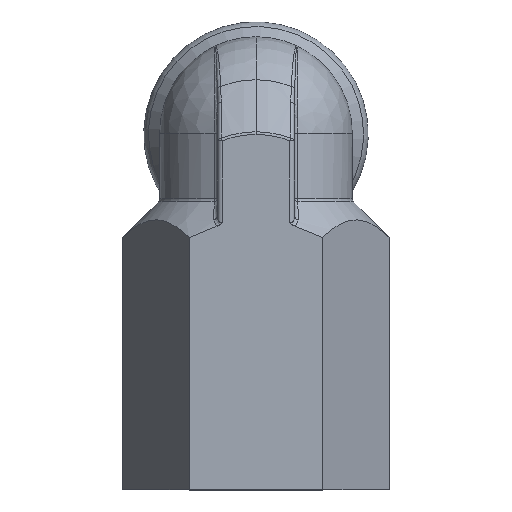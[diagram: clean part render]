
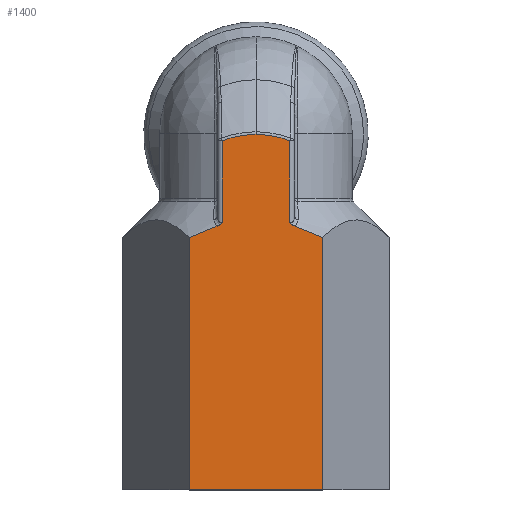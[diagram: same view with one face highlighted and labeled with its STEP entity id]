
A CAD part, top view. The second image highlights one B-rep face of the part: STEP entity #1400.
In plain terms, the highlighted planar face has unit normal (0, 0, 1).
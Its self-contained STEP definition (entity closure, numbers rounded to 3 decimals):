
#25=(
BOUNDED_CURVE()
B_SPLINE_CURVE(2,(#3121,#3122,#3123),.UNSPECIFIED.,.F.,.F.)
B_SPLINE_CURVE_WITH_KNOTS((3,3),(-6.644,-5.932),
 .UNSPECIFIED.)
CURVE()
GEOMETRIC_REPRESENTATION_ITEM()
RATIONAL_B_SPLINE_CURVE((2.05,2.114,2.152))
REPRESENTATION_ITEM('')
);
#54=ELLIPSE('',#1529,9.642,9.559);
#56=ELLIPSE('',#1531,9.632,9.541);
#103=PLANE('',#1544);
#164=FACE_OUTER_BOUND('',#251,.T.);
#251=EDGE_LOOP('',(#1093,#1094,#1095,#1096,#1097,#1098,#1099,#1100,#1101,
#1102,#1103,#1104));
#332=B_SPLINE_CURVE_WITH_KNOTS('',3,(#4591,#4592,#4593,#4594,#4595,#4596,
#4597,#4598,#4599,#4600),.UNSPECIFIED.,.F.,.F.,(4,2,2,2,4),(-0.022,
-0.016,-0.011,0.,0.),
 .UNSPECIFIED.);
#333=B_SPLINE_CURVE_WITH_KNOTS('',5,(#4605,#4606,#4607,#4608,#4609,#4610),
 .UNSPECIFIED.,.F.,.F.,(6,6),(83.019,103.524),
 .UNSPECIFIED.);
#334=B_SPLINE_CURVE_WITH_KNOTS('',3,(#4612,#4613,#4614,#4615),
 .UNSPECIFIED.,.F.,.F.,(4,4),(0.,0.467),.UNSPECIFIED.);
#335=B_SPLINE_CURVE_WITH_KNOTS('',3,(#4616,#4617,#4618,#4619,#4620,#4621,
#4622,#4623,#4624,#4625),.UNSPECIFIED.,.F.,.F.,(4,2,2,2,4),(0.,
0.017,0.034,0.067,0.068),
 .UNSPECIFIED.);
#353=LINE('',#2473,#398);
#357=LINE('',#2484,#402);
#359=LINE('',#2532,#404);
#370=LINE('',#4410,#415);
#371=LINE('',#4603,#416);
#398=VECTOR('',#1678,1.);
#402=VECTOR('',#1684,1.);
#404=VECTOR('',#1692,1.);
#415=VECTOR('',#1815,1.);
#416=VECTOR('',#1822,1.);
#546=VERTEX_POINT('',#2470);
#547=VERTEX_POINT('',#2472);
#550=VERTEX_POINT('',#2480);
#553=VERTEX_POINT('',#2531);
#568=VERTEX_POINT('',#3120);
#593=VERTEX_POINT('',#4290);
#594=VERTEX_POINT('',#4313);
#595=VERTEX_POINT('',#4336);
#599=VERTEX_POINT('',#4409);
#600=VERTEX_POINT('',#4602);
#601=VERTEX_POINT('',#4604);
#602=VERTEX_POINT('',#4611);
#680=EDGE_CURVE('',#546,#547,#353,.T.);
#685=EDGE_CURVE('',#546,#550,#357,.T.);
#691=EDGE_CURVE('',#547,#553,#359,.F.);
#710=EDGE_CURVE('',#568,#553,#25,.F.);
#759=EDGE_CURVE('',#593,#594,#54,.F.);
#761=EDGE_CURVE('',#594,#595,#56,.F.);
#771=EDGE_CURVE('',#599,#595,#370,.T.);
#775=EDGE_CURVE('',#599,#568,#332,.F.);
#776=EDGE_CURVE('',#600,#593,#371,.F.);
#777=EDGE_CURVE('',#601,#550,#333,.T.);
#778=EDGE_CURVE('',#602,#601,#334,.F.);
#779=EDGE_CURVE('',#602,#600,#335,.T.);
#1093=ORIENTED_EDGE('',*,*,#776,.T.);
#1094=ORIENTED_EDGE('',*,*,#759,.T.);
#1095=ORIENTED_EDGE('',*,*,#761,.T.);
#1096=ORIENTED_EDGE('',*,*,#771,.F.);
#1097=ORIENTED_EDGE('',*,*,#775,.T.);
#1098=ORIENTED_EDGE('',*,*,#710,.T.);
#1099=ORIENTED_EDGE('',*,*,#691,.F.);
#1100=ORIENTED_EDGE('',*,*,#680,.F.);
#1101=ORIENTED_EDGE('',*,*,#685,.T.);
#1102=ORIENTED_EDGE('',*,*,#777,.F.);
#1103=ORIENTED_EDGE('',*,*,#778,.F.);
#1104=ORIENTED_EDGE('',*,*,#779,.T.);
#1400=ADVANCED_FACE('',(#164),#103,.F.);
#1529=AXIS2_PLACEMENT_3D('',#4315,#1786,#1787);
#1531=AXIS2_PLACEMENT_3D('',#4338,#1790,#1791);
#1544=AXIS2_PLACEMENT_3D('',#4601,#1820,#1821);
#1678=DIRECTION('',(-1.,0.,0.));
#1684=DIRECTION('',(0.,1.,0.));
#1692=DIRECTION('',(0.,-1.,0.));
#1786=DIRECTION('center_axis',(0.,0.,-1.));
#1787=DIRECTION('ref_axis',(-0.999,-0.045,0.));
#1790=DIRECTION('center_axis',(0.,0.,
-1.));
#1791=DIRECTION('ref_axis',(-1.,0.018,0.));
#1815=DIRECTION('',(0.,1.,0.));
#1820=DIRECTION('center_axis',(0.,0.,
-1.));
#1821=DIRECTION('ref_axis',(-1.,0.,0.));
#1822=DIRECTION('',(0.,-1.,0.));
#2470=CARTESIAN_POINT('',(6.928,-37.,12.));
#2472=CARTESIAN_POINT('',(-6.928,-37.,12.));
#2473=CARTESIAN_POINT('',(0.,-37.,12.));
#2480=CARTESIAN_POINT('',(6.928,-10.85,12.));
#2484=CARTESIAN_POINT('',(6.928,-23.925,12.));
#2531=CARTESIAN_POINT('',(-6.928,-10.85,12.));
#2532=CARTESIAN_POINT('',(-6.928,-23.925,12.));
#3120=CARTESIAN_POINT('',(-3.939,-9.624,12.));
#3121=CARTESIAN_POINT('Ctrl Pts',(-6.928,-10.85,12.));
#3122=CARTESIAN_POINT('Ctrl Pts',(-5.364,-10.068,12.));
#3123=CARTESIAN_POINT('Ctrl Pts',(-3.939,-9.624,12.));
#4290=CARTESIAN_POINT('',(3.5,-0.803,12.));
#4313=CARTESIAN_POINT('',(0.,-0.151,12.));
#4315=CARTESIAN_POINT('Origin',(-0.008,-9.71,
12.));
#4336=CARTESIAN_POINT('',(-3.5,-0.803,12.));
#4338=CARTESIAN_POINT('Origin',(0.003,-9.692,12.));
#4409=CARTESIAN_POINT('',(-3.5,-9.268,12.));
#4410=CARTESIAN_POINT('',(-3.5,-17.914,12.));
#4591=CARTESIAN_POINT('Ctrl Pts',(-3.939,-9.624,12.));
#4592=CARTESIAN_POINT('Ctrl Pts',(-3.884,-9.607,12.));
#4593=CARTESIAN_POINT('Ctrl Pts',(-3.831,-9.583,12.));
#4594=CARTESIAN_POINT('Ctrl Pts',(-3.734,-9.525,12.));
#4595=CARTESIAN_POINT('Ctrl Pts',(-3.69,-9.492,12.));
#4596=CARTESIAN_POINT('Ctrl Pts',(-3.569,-9.378,12.));
#4597=CARTESIAN_POINT('Ctrl Pts',(-3.52,-9.3,12.));
#4598=CARTESIAN_POINT('Ctrl Pts',(-3.501,-9.269,12.));
#4599=CARTESIAN_POINT('Ctrl Pts',(-3.501,-9.268,12.));
#4600=CARTESIAN_POINT('Ctrl Pts',(-3.5,-9.268,12.));
#4601=CARTESIAN_POINT('Origin',(6.928,-37.,12.));
#4602=CARTESIAN_POINT('',(3.5,-9.268,12.));
#4603=CARTESIAN_POINT('',(3.5,-5.035,12.));
#4604=CARTESIAN_POINT('',(4.,-9.643,12.));
#4605=CARTESIAN_POINT('Ctrl Pts',(4.,-9.643,12.));
#4606=CARTESIAN_POINT('Ctrl Pts',(4.54,-9.814,12.));
#4607=CARTESIAN_POINT('Ctrl Pts',(5.098,-10.016,12.));
#4608=CARTESIAN_POINT('Ctrl Pts',(5.678,-10.253,12.));
#4609=CARTESIAN_POINT('Ctrl Pts',(6.286,-10.529,12.));
#4610=CARTESIAN_POINT('Ctrl Pts',(6.927,-10.85,12.));
#4611=CARTESIAN_POINT('',(3.939,-9.624,12.));
#4612=CARTESIAN_POINT('Ctrl Pts',(4.,-9.643,12.));
#4613=CARTESIAN_POINT('Ctrl Pts',(3.98,-9.637,12.));
#4614=CARTESIAN_POINT('Ctrl Pts',(3.959,-9.63,12.));
#4615=CARTESIAN_POINT('Ctrl Pts',(3.939,-9.624,12.));
#4616=CARTESIAN_POINT('Ctrl Pts',(3.939,-9.624,12.));
#4617=CARTESIAN_POINT('Ctrl Pts',(3.884,-9.607,12.));
#4618=CARTESIAN_POINT('Ctrl Pts',(3.831,-9.583,12.));
#4619=CARTESIAN_POINT('Ctrl Pts',(3.734,-9.526,12.));
#4620=CARTESIAN_POINT('Ctrl Pts',(3.69,-9.492,12.));
#4621=CARTESIAN_POINT('Ctrl Pts',(3.569,-9.378,12.));
#4622=CARTESIAN_POINT('Ctrl Pts',(3.52,-9.3,12.));
#4623=CARTESIAN_POINT('Ctrl Pts',(3.501,-9.269,12.));
#4624=CARTESIAN_POINT('Ctrl Pts',(3.501,-9.268,12.));
#4625=CARTESIAN_POINT('Ctrl Pts',(3.5,-9.268,12.));
